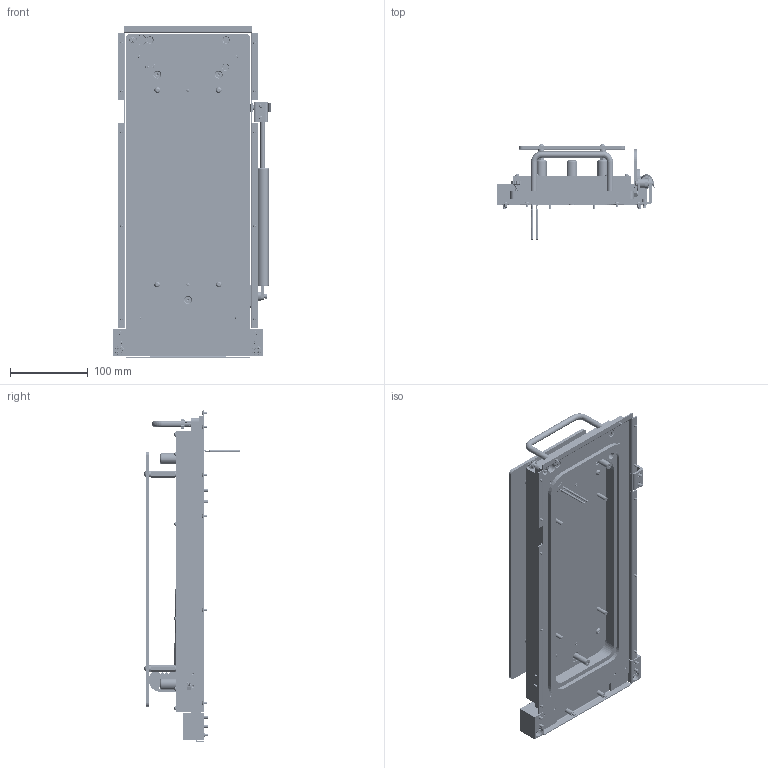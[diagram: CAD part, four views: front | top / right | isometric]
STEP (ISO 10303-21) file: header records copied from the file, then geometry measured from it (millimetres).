
FILE_DESCRIPTION (( 'STEP AP214' ), '1' );
FILE_NAME ('43070~0.STEP', '2019-12-17T14:05:04', ( '' ), ( '' ), 'SwSTEP 2.0', 'SolidWorks 2018', '' );
FILE_SCHEMA (( 'AUTOMOTIVE_DESIGN' ));
Length unit declared in the file: millimetre
Products named in the file (63): 2229~6; 4822~0; DIN912~n_M04,0x008; 16058~0_gedr…kt<Standard>; 17053~2; 42774~1_S; 25271~6; 25273~1; DIN912~n_M04,0x020; 43317~0_S; 2621~0; 43063~0_S; 25226~3; 1610~0; 16318~0; 43062~0_S; 25225~1; 25531~1_Hub = 16,0 AH <S>; 16834~0; 25269~6_Standard <Standard>; 2922~0_DIN 912 M4 x 8 --- 8S; ISO7380~n_M04,0x020; KS-113-Master~-k-s_KS-113 23; 2528_gedrückt~0_S; DIN912~n_M04,0x012; 2196~6; 2501_2~0; 14282-2171-2~0; 3286~0; 25223~0; 2806~1; 43070~0; 2694~0; K_33808~0_4 m6 x 12; 12681~3; 2348_3~0; ISO7380~n_M03,0x005; ISO7380~n_M03,0x016; 2927~0; 2204~0 ...
Assembly tree (149 placements, depth 4):
  43070~0
    25269~6_Standard <Standard>
      25271~6
      25272~4
      25273~1
      46767~1
      25223~0  x2
      25224~1
      25225~1
      25226~3  x2
      3286~0  x2
      1610~0
      2196~6  x3
      14282-2171-2~0
      2645~0  x4
      4822~0
      1589~0
      16058~0_gedr…kt<Standard>  x2
      16834~0  x24
      2528_gedrückt~0_S
      16318~0  x2
      2596~0  x2
      2586~0  x2
      14282-2171-1-neu~0
      43063~0_S
      43062~0_S
        42774~1_S
        17053~2
        2833~0_d 5
        ISO7380~n_M04,0x008  x2
      43315~0_S
      43316~0_S
      43317~0_S
      ISO7380~n_M03,0x005  x12
      ISO7380~n_M03,0x016  x2
      ISO7380~n_M04,0x008  x2
      ISO7380~n_M03,0x006  x12
      DIN912~n_M04,0x020
      2204~0  x4
      2694~0  x2
      K_33808~0_4 m6 x 12  x2
      ISO7380~n_M04,0x012  x4
      ISO7380~n_M04,0x020  x4
      DIN912~n_M04,0x008  x2
      DIN912~n_M04,0x012  x2
      2903_DIN965-M4x30~0  x2
      41666~1
      2806~1
    2501~0_flexibel<Standard>
      2501_1~0
      2501_2~0
    2348~0
      2348_3~0
      2348_4~0
      2348_2~0
      2348_1~0
    2621~0  x2
    25531~1_Hub = 16,0 AH <S>
      KS-113-Master~-k-s_KS-113 23  x2
      GKS-114-0011~-g-k-s_Hub = 16,0 AH<S>  x2
Bounding box: 203.3 x 122.5 x 427 mm (x, y, z)
Volume: 1580096.9 mm3; surface area: 621445.6 mm2
Topology: 148 solids, 148 shells, 3726 faces, 8990 edges, 5713 vertices
Faces by surface type: cylinder 1733, plane 1245, cone 450, bspline 148, torus 142, sphere 8
Entity records: 78201 total; most frequent: CARTESIAN_POINT 25096, DIRECTION 10781, ORIENTED_EDGE 9904, EDGE_CURVE 4952, AXIS2_PLACEMENT_3D 4165, VERTEX_POINT 3190, LINE 2451, VECTOR 2451
